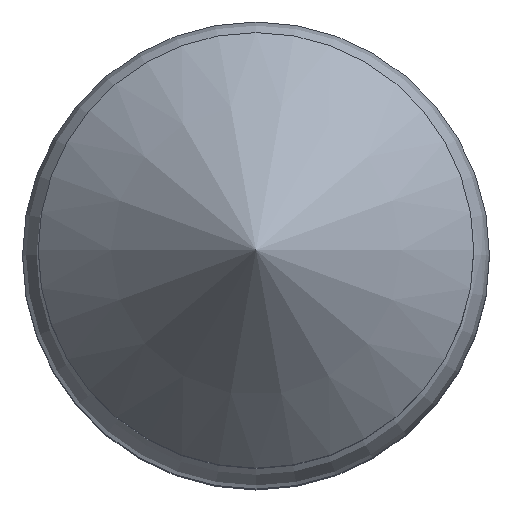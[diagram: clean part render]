
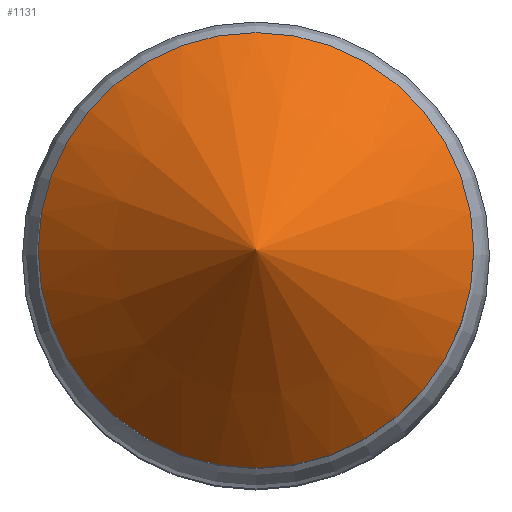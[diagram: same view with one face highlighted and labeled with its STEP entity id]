
A CAD part, top view. The second image highlights one B-rep face of the part: STEP entity #1131.
In plain terms, the highlighted conical face has half-angle 45 degrees and reference radius 2 mm.
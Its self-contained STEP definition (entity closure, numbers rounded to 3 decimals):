
#1047 = EDGE_CURVE('',#1048,#1048,#1050,.T.);
#1048 = VERTEX_POINT('',#1049);
#1049 = CARTESIAN_POINT('',(0.9,0.,32.45));
#1050 = SURFACE_CURVE('',#1051,(#1056,#1068),.PCURVE_S1.);
#1051 = CIRCLE('',#1052,0.9);
#1052 = AXIS2_PLACEMENT_3D('',#1053,#1054,#1055);
#1053 = CARTESIAN_POINT('',(0.,0.,32.45));
#1054 = DIRECTION('',(-0.,0.,1.));
#1055 = DIRECTION('',(0.,-1.,0.));
#1056 = PCURVE('',#1057,#1062);
#1057 = CYLINDRICAL_SURFACE('',#1058,0.9);
#1058 = AXIS2_PLACEMENT_3D('',#1059,#1060,#1061);
#1059 = CARTESIAN_POINT('',(0.,0.,31.35));
#1060 = DIRECTION('',(0.,0.,1.));
#1061 = DIRECTION('',(1.,0.,0.));
#1062 = DEFINITIONAL_REPRESENTATION('',(#1063),#1067);
#1063 = LINE('',#1064,#1065);
#1064 = CARTESIAN_POINT('',(-1.571,1.1));
#1065 = VECTOR('',#1066,1.);
#1066 = DIRECTION('',(1.,0.));
#1067 = ( GEOMETRIC_REPRESENTATION_CONTEXT(2) 
PARAMETRIC_REPRESENTATION_CONTEXT() REPRESENTATION_CONTEXT('2D SPACE',''
  ) );
#1068 = PCURVE('',#1069,#1074);
#1069 = CONICAL_SURFACE('',#1070,2.,0.785);
#1070 = AXIS2_PLACEMENT_3D('',#1071,#1072,#1073);
#1071 = CARTESIAN_POINT('',(0.,0.,31.35));
#1072 = DIRECTION('',(-0.,-0.,-1.));
#1073 = DIRECTION('',(1.,0.,0.));
#1074 = DEFINITIONAL_REPRESENTATION('',(#1075),#1079);
#1075 = LINE('',#1076,#1077);
#1076 = CARTESIAN_POINT('',(1.571,-1.1));
#1077 = VECTOR('',#1078,1.);
#1078 = DIRECTION('',(-1.,-0.));
#1079 = ( GEOMETRIC_REPRESENTATION_CONTEXT(2) 
PARAMETRIC_REPRESENTATION_CONTEXT() REPRESENTATION_CONTEXT('2D SPACE',''
  ) );
#1131 = ADVANCED_FACE('',(#1132),#1069,.T.);
#1132 = FACE_BOUND('',#1133,.T.);
#1133 = EDGE_LOOP('',(#1134,#1157,#1158));
#1134 = ORIENTED_EDGE('',*,*,#1135,.T.);
#1135 = EDGE_CURVE('',#1048,#1136,#1138,.T.);
#1136 = VERTEX_POINT('',#1137);
#1137 = CARTESIAN_POINT('',(0.,0.,33.35
    ));
#1138 = SEAM_CURVE('',#1139,(#1143,#1150),.PCURVE_S1.);
#1139 = LINE('',#1140,#1141);
#1140 = CARTESIAN_POINT('',(2.,0.,31.35));
#1141 = VECTOR('',#1142,1.);
#1142 = DIRECTION('',(-0.707,0.,0.707)
  );
#1143 = PCURVE('',#1069,#1144);
#1144 = DEFINITIONAL_REPRESENTATION('',(#1145),#1149);
#1145 = LINE('',#1146,#1147);
#1146 = CARTESIAN_POINT('',(-6.283,0.));
#1147 = VECTOR('',#1148,1.);
#1148 = DIRECTION('',(-0.,-1.));
#1149 = ( GEOMETRIC_REPRESENTATION_CONTEXT(2) 
PARAMETRIC_REPRESENTATION_CONTEXT() REPRESENTATION_CONTEXT('2D SPACE',''
  ) );
#1150 = PCURVE('',#1069,#1151);
#1151 = DEFINITIONAL_REPRESENTATION('',(#1152),#1156);
#1152 = LINE('',#1153,#1154);
#1153 = CARTESIAN_POINT('',(0.,-0.));
#1154 = VECTOR('',#1155,1.);
#1155 = DIRECTION('',(-0.,-1.));
#1156 = ( GEOMETRIC_REPRESENTATION_CONTEXT(2) 
PARAMETRIC_REPRESENTATION_CONTEXT() REPRESENTATION_CONTEXT('2D SPACE',''
  ) );
#1157 = ORIENTED_EDGE('',*,*,#1135,.F.);
#1158 = ORIENTED_EDGE('',*,*,#1047,.T.);
